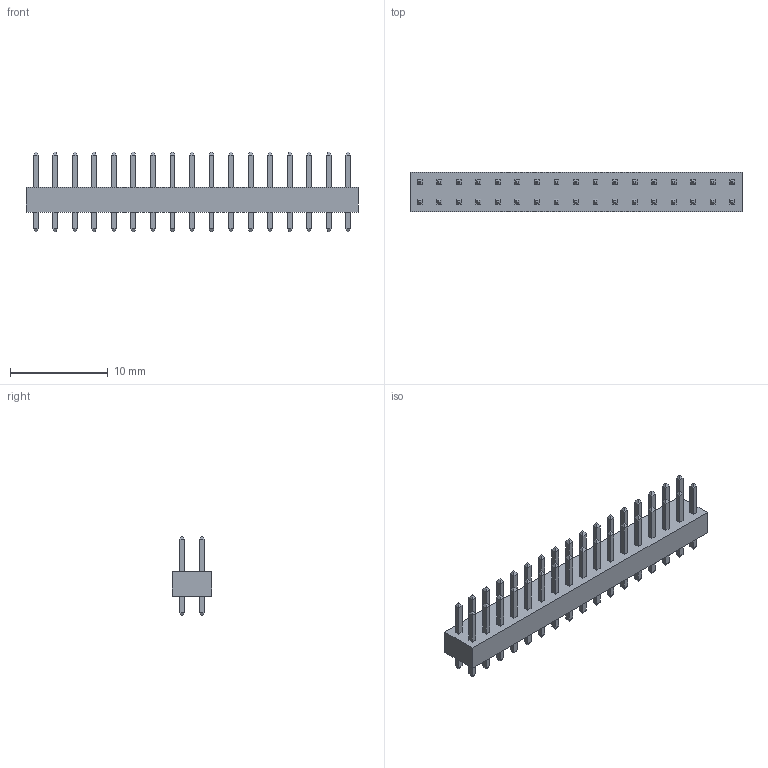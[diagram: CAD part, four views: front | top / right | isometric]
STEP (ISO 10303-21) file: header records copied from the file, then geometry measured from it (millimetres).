
FILE_DESCRIPTION (( 'STEP AP214' ), '1' );
FILE_NAME ( 'HDRV34W50P200_17X2_3400X400H615.STEP', '2022-06-19T11:52:37', ( '' ), ( '' ), '', '©2017 PCB Libraries, Inc.', '' );
FILE_SCHEMA (( 'AUTOMOTIVE_DESIGN' ));
Length unit declared in the file: millimetre
Products named in the file (1): HDRV34W50P200_17X2_3400X400H615
Bounding box: 34 x 4 x 8.15 mm (x, y, z)
Volume: 390.4 mm3; surface area: 855.1 mm2
Topology: 69 solids, 69 shells, 686 faces, 1372 edges, 824 vertices
Faces by surface type: plane 686
Entity records: 19199 total; most frequent: CARTESIAN_POINT 2883, DIRECTION 2746, ORIENTED_EDGE 2744, VECTOR 1372, LINE 1372, EDGE_CURVE 1372, VERTEX_POINT 824, STYLED_ITEM 756
